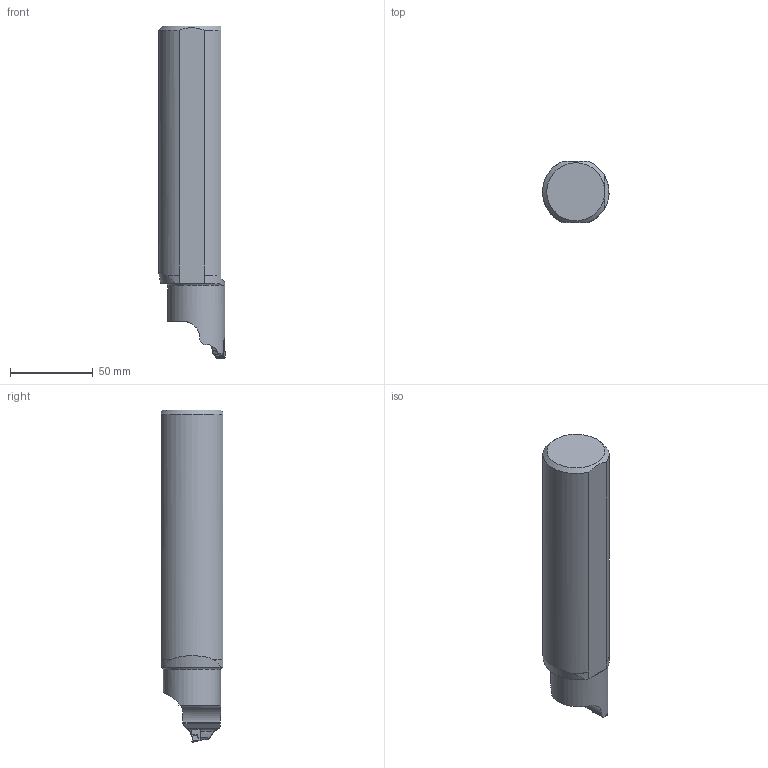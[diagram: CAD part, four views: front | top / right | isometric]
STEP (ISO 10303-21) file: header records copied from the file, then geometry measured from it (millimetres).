
FILE_DESCRIPTION(/* description */ (''),/* implementation_level */ '2;1');
FILE_NAME(/* name */ 'toolassembly_1.stp',/* time_stamp */ '2021-11-29T12:24:26+01:00',/* author */ (''),/* organization */ ('SMS'),/* preprocessor_version */ 'ST-DEVELOPER v16.7',/* originating_system */ 'SIEMENS PLM Software NX 12.0',/* authorisation */ '');
FILE_SCHEMA (('AUTOMOTIVE_DESIGN { 1 0 10303 214 3 1 1 1 }'));
Length unit declared in the file: millimetre
Products named in the file (4): ASSEMBLY_CONSTRUCTION; CUT_20211129122333; NOCUT_20211129122306; TOOLASSEMBLY_1
Assembly tree (3 placements, depth 2):
  TOOLASSEMBLY_1
    NOCUT_20211129122306
    CUT_20211129122333
    ASSEMBLY_CONSTRUCTION
Bounding box: 40.23 x 37.01 x 200 mm (x, y, z)
Volume: 209306 mm3; surface area: 25011.1 mm2
Topology: 2 solids, 2 shells, 115 faces, 310 edges, 200 vertices
Faces by surface type: plane 43, cylinder 35, bspline 23, cone 7, extrusion 5, torus 2
Full cylindrical faces by diameter (mm): 34.5 x1
Entity records: 5864 total; most frequent: CARTESIAN_POINT 3066, ORIENTED_EDGE 600, DIRECTION 509, EDGE_CURVE 300, VERTEX_POINT 192, AXIS2_PLACEMENT_3D 191, VECTOR 127, LINE 122
